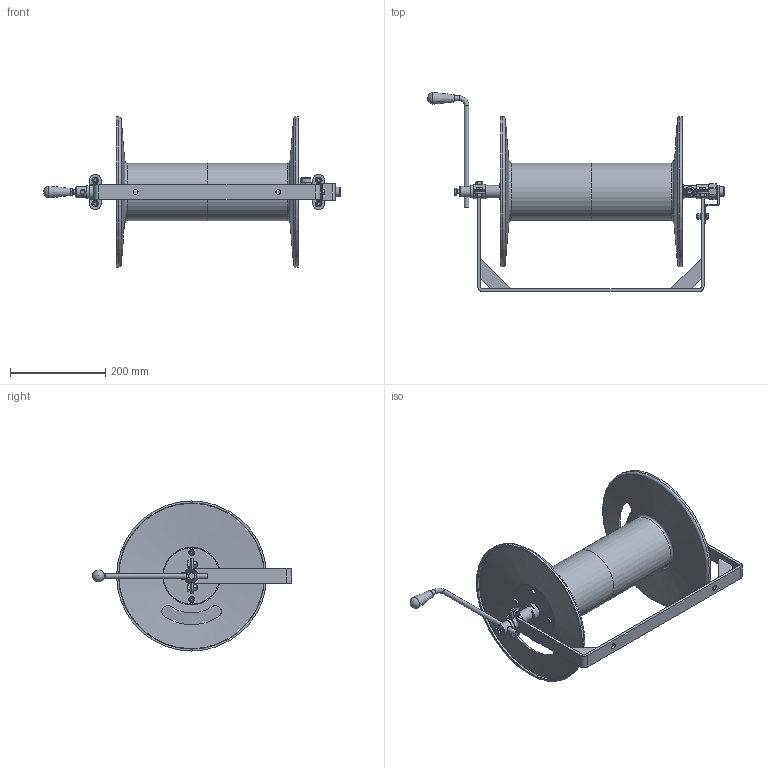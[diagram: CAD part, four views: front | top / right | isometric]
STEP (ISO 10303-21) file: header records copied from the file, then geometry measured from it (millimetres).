
FILE_DESCRIPTION(/* description */ ('Unknown'),/* implementation_level */ '2;1');
FILE_NAME(/* name */ '959000',/* time_stamp */ '2020-01-23T15:20:55+01:00',/* author */ ('Unknown'),/* organization */ ('Unknown'),/* preprocessor_version */ 'ST-DEVELOPER v16.7',/* originating_system */ 'Solid Edge',/* authorisation */ 'Unknown');
FILE_SCHEMA (('AUTOMOTIVE_DESIGN {1 0 10303 214 3 1 1}'));
Length unit declared in the file: millimetre
Products named in the file (20): 959000; staffa; forcella; perno leva; prigionieri M6; piastrino+dado; rond ﾘ6,4; vite te M8x16; dado M8; semi-avvolgitore; rond dent ﾘ16; vite te M16x40; leva; piastrino; manopola; perno; dado M6 aubl; nipplo; innesto rap; vite te M6x20
Assembly tree (49 placements, depth 2):
  959000
    staffa
    forcella
    perno leva
    prigionieri M6  x4
    piastrino+dado
    rond ﾘ6,4  x10
    vite te M8x16  x5
    dado M8  x4
    semi-avvolgitore  x2
    rond dent ﾘ16  x2
    vite te M16x40  x2
    leva
    piastrino
    manopola
    perno
    dado M6 aubl  x9
    nipplo
    innesto rap
    vite te M6x20
Bounding box: 623.75 x 418.49 x 315 mm (x, y, z)
Volume: 1598324.6 mm3; surface area: 786682.1 mm2
Topology: 49 solids, 49 shells, 1141 faces, 2739 edges, 1731 vertices
Faces by surface type: plane 607, cone 293, cylinder 208, torus 32, sphere 1
Full cylindrical faces by diameter (mm): 4 x4, 4.917 x9, 6 x14, 6.4 x10, 6.5 x8, 6.647 x5, 6.8 x1, 7 x1, 8 x10, 9 x8, 9.3 x1, 9.5 x2, 10 x14, 10.5 x3, 12.2 x5, 12.5 x10, 13 x1, 13.5 x3, 14 x4, 14.95 x1, 16 x4, 16.5 x2, 16.65 x1, 17.8 x2, 18 x2, 20 x2, 20.4 x1, 20.7 x1, 20.95 x1, 22 x1
Entity records: 18153 total; most frequent: CARTESIAN_POINT 3401, DIRECTION 2898, ORIENTED_EDGE 2448, EDGE_CURVE 1224, AXIS2_PLACEMENT_3D 1220, VERTEX_POINT 860, FACE_BOUND 794, EDGE_LOOP 791
